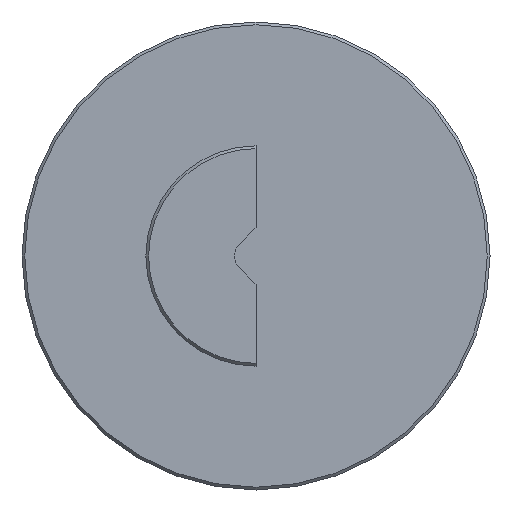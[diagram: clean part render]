
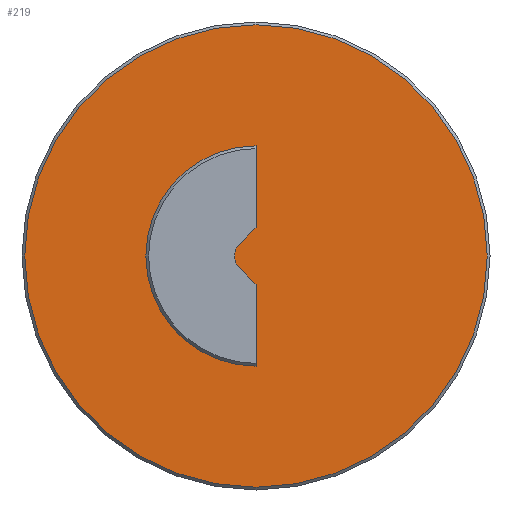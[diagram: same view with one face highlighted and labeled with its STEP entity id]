
A CAD part, front view. The second image highlights one B-rep face of the part: STEP entity #219.
In plain terms, the highlighted planar face has unit normal (0, -1, 0).
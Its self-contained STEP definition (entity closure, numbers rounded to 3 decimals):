
#4 = CARTESIAN_POINT ( 'NONE',  ( 0., -25., 20. ) ) ;
#7 = EDGE_CURVE ( 'NONE', #306, #306, #17, .T. ) ;
#11 = AXIS2_PLACEMENT_3D ( 'NONE', #429, #363, #129 ) ;
#14 = EDGE_CURVE ( 'Defeatured_0_3+Defeatured_0_11+Defeatured_0_10+Defeatured_0_2', #216, #89, #409, .T. ) ;
#16 = DIRECTION ( 'NONE',  ( 0., 0., 1. ) ) ;
#17 = CIRCLE ( 'NONE', #299, 42. ) ;
#20 = EDGE_CURVE ( 'Defeatured_0_3+Defeatured_0_8+Defeatured_0_7+Defeatured_0_9', #393, #71, #23, .T. ) ;
#23 = LINE ( 'NONE', #33, #394 ) ;
#33 = CARTESIAN_POINT ( 'NONE',  ( 0., -25., 5.157 ) ) ;
#43 = ORIENTED_EDGE ( 'NONE', *, *, #20, .T. ) ;
#44 = EDGE_CURVE ( 'Defeatured_0_3+Defeatured_0_2+Defeatured_0_11+Defeatured_0_7', #89, #143, #280, .T. ) ;
#49 = CARTESIAN_POINT ( 'NONE',  ( 0., -25., 20. ) ) ;
#52 = ORIENTED_EDGE ( 'NONE', *, *, #139, .T. ) ;
#71 = VERTEX_POINT ( 'NONE', #210 ) ;
#89 = VERTEX_POINT ( 'NONE', #445 ) ;
#108 = CARTESIAN_POINT ( 'NONE',  ( 0., -25., 0. ) ) ;
#113 = DIRECTION ( 'NONE',  ( 0., 0., -1. ) ) ;
#116 = ORIENTED_EDGE ( 'NONE', *, *, #257, .T. ) ;
#120 = LINE ( 'NONE', #4, #128 ) ;
#128 = VECTOR ( 'NONE', #113, 1000. ) ;
#129 = DIRECTION ( 'NONE',  ( 0., 0., 1. ) ) ;
#134 = DIRECTION ( 'NONE',  ( 0., 0., -1. ) ) ;
#139 = EDGE_CURVE ( 'Defeatured_0_3+Defeatured_0_7+Defeatured_0_2+Defeatured_0_8', #143, #393, #120, .T. ) ;
#142 = DIRECTION ( 'NONE',  ( 0., 1., 0. ) ) ;
#143 = VERTEX_POINT ( 'NONE', #49 ) ;
#154 = VERTEX_POINT ( 'NONE', #290 ) ;
#155 = EDGE_CURVE ( 'Defeatured_0_3+Defeatured_0_10+Defeatured_0_9+Defeatured_0_11', #154, #216, #427, .T. ) ;
#157 = CARTESIAN_POINT ( 'NONE',  ( -3.036, -25., -2.121 ) ) ;
#160 = CARTESIAN_POINT ( 'NONE',  ( 0., -25., -42.5 ) ) ;
#161 = AXIS2_PLACEMENT_3D ( 'NONE', #160, #192, #16 ) ;
#163 = FACE_OUTER_BOUND ( 'NONE', #271, .T. ) ;
#192 = DIRECTION ( 'NONE',  ( 0., 1., 0. ) ) ;
#208 = CARTESIAN_POINT ( 'NONE',  ( 0., -25., -5.157 ) ) ;
#210 = CARTESIAN_POINT ( 'NONE',  ( -3.036, -25., 2.121 ) ) ;
#216 = VERTEX_POINT ( 'NONE', #328 ) ;
#217 = DIRECTION ( 'NONE',  ( 0., 0., 1. ) ) ;
#219 = ADVANCED_FACE ( 'Defeatured_0_3', ( #163, #228 ), #433, .F. ) ;
#228 = FACE_BOUND ( 'NONE', #319, .T. ) ;
#231 = ORIENTED_EDGE ( 'NONE', *, *, #155, .T. ) ;
#242 = VECTOR ( 'NONE', #134, 1000. ) ;
#246 = ORIENTED_EDGE ( 'NONE', *, *, #14, .T. ) ;
#247 = ORIENTED_EDGE ( 'NONE', *, *, #44, .T. ) ;
#257 = EDGE_CURVE ( 'Defeatured_0_3+Defeatured_0_9+Defeatured_0_8+Defeatured_0_10', #71, #154, #366, .T. ) ;
#269 = DIRECTION ( 'NONE',  ( -0.707, 0., -0.707 ) ) ;
#271 = EDGE_LOOP ( 'NONE', ( #278 ) ) ;
#278 = ORIENTED_EDGE ( 'NONE', *, *, #7, .T. ) ;
#280 = CIRCLE ( 'NONE', #351, 20. ) ;
#290 = CARTESIAN_POINT ( 'NONE',  ( -3.036, -25., -2.121 ) ) ;
#291 = DIRECTION ( 'NONE',  ( 0.707, 0., -0.707 ) ) ;
#299 = AXIS2_PLACEMENT_3D ( 'NONE', #301, #371, #407 ) ;
#301 = CARTESIAN_POINT ( 'NONE',  ( 0., -25., 0. ) ) ;
#306 = VERTEX_POINT ( 'NONE', #335 ) ;
#319 = EDGE_LOOP ( 'NONE', ( #247, #52, #43, #116, #231, #246 ) ) ;
#328 = CARTESIAN_POINT ( 'NONE',  ( 0., -25., -5.157 ) ) ;
#331 = VECTOR ( 'NONE', #291, 1000. ) ;
#335 = CARTESIAN_POINT ( 'NONE',  ( 0., -25., 42. ) ) ;
#351 = AXIS2_PLACEMENT_3D ( 'NONE', #108, #142, #217 ) ;
#363 = DIRECTION ( 'NONE',  ( 0., -1., 0. ) ) ;
#366 = CIRCLE ( 'NONE', #11, 3. ) ;
#367 = CARTESIAN_POINT ( 'NONE',  ( 0., -25., 5.157 ) ) ;
#371 = DIRECTION ( 'NONE',  ( 0., -1., 0. ) ) ;
#393 = VERTEX_POINT ( 'NONE', #367 ) ;
#394 = VECTOR ( 'NONE', #269, 1000. ) ;
#407 = DIRECTION ( 'NONE',  ( 0., 0., 1. ) ) ;
#409 = LINE ( 'NONE', #208, #242 ) ;
#427 = LINE ( 'NONE', #157, #331 ) ;
#429 = CARTESIAN_POINT ( 'NONE',  ( -0.914, -25., 0. ) ) ;
#433 = PLANE ( 'NONE',  #161 ) ;
#445 = CARTESIAN_POINT ( 'NONE',  ( 0., -25., -20. ) ) ;
